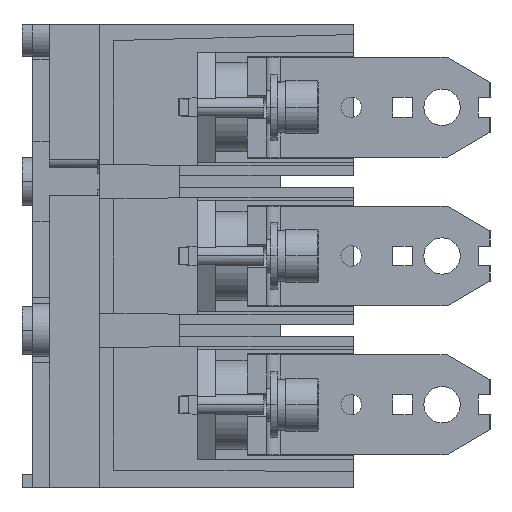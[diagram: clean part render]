
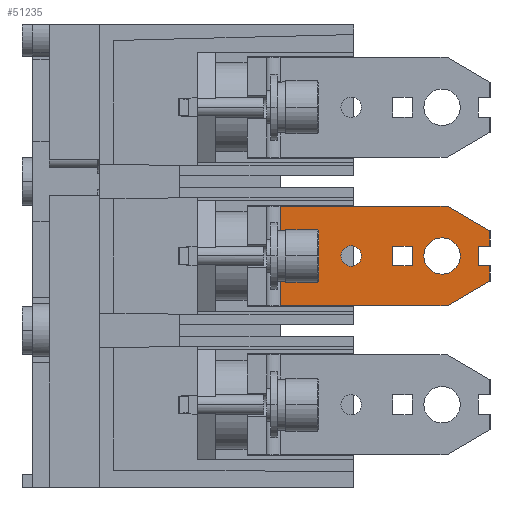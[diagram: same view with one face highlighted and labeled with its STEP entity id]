
A CAD part, left-side view. The second image highlights one B-rep face of the part: STEP entity #51235.
In plain terms, the highlighted planar face has unit normal (-1, 0, 0).
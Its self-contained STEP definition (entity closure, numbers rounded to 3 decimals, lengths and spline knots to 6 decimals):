
#50374=DIRECTION('',(0.,-1.,0.));
#50375=VECTOR('',#50374,0.006);
#50376=CARTESIAN_POINT('',(-0.077401,-0.0118,0.012882));
#50377=LINE('',#50376,#50375);
#50390=DIRECTION('',(0.,0.,1.));
#50391=VECTOR('',#50390,0.006);
#50392=CARTESIAN_POINT('',(-0.077401,-0.0178,0.012882));
#50393=LINE('',#50392,#50391);
#50402=DIRECTION('',(0.,1.,0.));
#50403=VECTOR('',#50402,0.006);
#50404=CARTESIAN_POINT('',(-0.077401,-0.0178,0.018882));
#50405=LINE('',#50404,#50403);
#50410=DIRECTION('',(0.,0.,-1.));
#50411=VECTOR('',#50410,0.006);
#50412=CARTESIAN_POINT('',(-0.077401,-0.0118,0.018882));
#50413=LINE('',#50412,#50411);
#50418=CARTESIAN_POINT('',(-0.077401,0.0007,
0.015882));
#50419=DIRECTION('',(1.,0.,0.));
#50420=DIRECTION('',(0.,-1.,0.));
#50421=AXIS2_PLACEMENT_3D('',#50418,#50419,#50420);
#50423=CARTESIAN_POINT('',(-0.077401,0.0007,
0.015882));
#50424=DIRECTION('',(1.,0.,0.));
#50425=DIRECTION('',(0.,1.,0.));
#50426=AXIS2_PLACEMENT_3D('',#50423,#50424,#50425);
#50428=CARTESIAN_POINT('',(-0.077401,-0.0268,0.015882));
#50429=DIRECTION('',(1.,0.,0.));
#50430=DIRECTION('',(0.,-1.,0.));
#50431=AXIS2_PLACEMENT_3D('',#50428,#50429,#50430);
#50433=CARTESIAN_POINT('',(-0.077401,-0.0268,0.015882));
#50434=DIRECTION('',(1.,0.,0.));
#50435=DIRECTION('',(0.,1.,0.));
#50436=AXIS2_PLACEMENT_3D('',#50433,#50434,#50435);
#50438=CARTESIAN_POINT('',(-0.077401,0.0162,0.015882));
#50439=DIRECTION('',(1.,0.,0.));
#50440=DIRECTION('',(0.,-1.,0.));
#50441=AXIS2_PLACEMENT_3D('',#50438,#50439,#50440);
#50443=CARTESIAN_POINT('',(-0.077401,0.0162,0.015882));
#50444=DIRECTION('',(1.,0.,0.));
#50445=DIRECTION('',(0.,1.,0.));
#50446=AXIS2_PLACEMENT_3D('',#50443,#50444,#50445);
#50448=DIRECTION('',(0.,-0.866,0.5));
#50449=VECTOR('',#50448,0.015008);
#50450=CARTESIAN_POINT('',(-0.077401,-0.0283,0.000782));
#50451=LINE('',#50450,#50449);
#50452=DIRECTION('',(0.,-1.,0.));
#50453=VECTOR('',#50452,0.0505);
#50454=CARTESIAN_POINT('',(-0.077401,0.0222,0.000782));
#50455=LINE('',#50454,#50453);
#50456=DIRECTION('',(0.,1.,0.));
#50457=VECTOR('',#50456,0.0505);
#50458=CARTESIAN_POINT('',(-0.077401,-0.0283,0.030982));
#50459=LINE('',#50458,#50457);
#50460=DIRECTION('',(0.,0.866,0.5));
#50461=VECTOR('',#50460,0.015008);
#50462=CARTESIAN_POINT('',(-0.077401,-0.0413,0.023482));
#50463=LINE('',#50462,#50461);
#50464=DIRECTION('',(0.,0.,1.));
#50465=VECTOR('',#50464,0.0046);
#50466=CARTESIAN_POINT('',(-0.077401,-0.0413,0.018882));
#50467=LINE('',#50466,#50465);
#50468=DIRECTION('',(0.,-1.,0.));
#50469=VECTOR('',#50468,0.0035);
#50470=CARTESIAN_POINT('',(-0.077401,-0.0378,0.018882));
#50471=LINE('',#50470,#50469);
#50472=DIRECTION('',(0.,0.,1.));
#50473=VECTOR('',#50472,0.006);
#50474=CARTESIAN_POINT('',(-0.077401,-0.0378,0.012882));
#50475=LINE('',#50474,#50473);
#50508=DIRECTION('',(0.,0.,-1.));
#50509=VECTOR('',#50508,0.0046);
#50510=CARTESIAN_POINT('',(-0.077401,-0.0413,0.012882));
#50511=LINE('',#50510,#50509);
#50516=DIRECTION('',(0.,-1.,0.));
#50517=VECTOR('',#50516,0.0035);
#50518=CARTESIAN_POINT('',(-0.077401,-0.0378,0.012882));
#50519=LINE('',#50518,#50517);
#50564=DIRECTION('',(0.,0.,1.));
#50565=VECTOR('',#50564,0.0302);
#50566=CARTESIAN_POINT('',(-0.077401,0.0222,0.000782));
#50567=LINE('',#50566,#50565);
#50632=CARTESIAN_POINT('',(-0.077401,0.0222,0.000782));
#50633=VERTEX_POINT('',#50632);
#50634=CARTESIAN_POINT('',(-0.077401,-0.0283,0.000782));
#50635=VERTEX_POINT('',#50634);
#50640=CARTESIAN_POINT('',(-0.077401,0.0222,0.030982));
#50641=VERTEX_POINT('',#50640);
#50646=CARTESIAN_POINT('',(-0.077401,-0.0283,0.030982));
#50647=VERTEX_POINT('',#50646);
#50680=CARTESIAN_POINT('',(-0.077401,-0.0413,0.023482));
#50681=VERTEX_POINT('',#50680);
#50682=CARTESIAN_POINT('',(-0.077401,-0.0413,0.018882));
#50683=VERTEX_POINT('',#50682);
#50684=CARTESIAN_POINT('',(-0.077401,-0.0378,0.018882));
#50685=VERTEX_POINT('',#50684);
#50686=CARTESIAN_POINT('',(-0.077401,-0.0378,0.012882));
#50687=VERTEX_POINT('',#50686);
#50688=CARTESIAN_POINT('',(-0.077401,-0.0413,0.008282));
#50689=VERTEX_POINT('',#50688);
#50690=CARTESIAN_POINT('',(-0.077401,-0.0413,0.012882));
#50691=VERTEX_POINT('',#50690);
#50692=CARTESIAN_POINT('',(-0.077401,0.0212,0.015882));
#50693=CARTESIAN_POINT('',(-0.077401,0.0112,0.015882));
#50694=VERTEX_POINT('',#50692);
#50695=VERTEX_POINT('',#50693);
#50696=CARTESIAN_POINT('',(-0.077401,-0.0213,0.015882));
#50697=CARTESIAN_POINT('',(-0.077401,-0.0323,0.015882));
#50698=VERTEX_POINT('',#50696);
#50699=VERTEX_POINT('',#50697);
#50700=CARTESIAN_POINT('',(-0.077401,0.0038,0.015882));
#50701=CARTESIAN_POINT('',(-0.077401,-0.0024,0.015882));
#50702=VERTEX_POINT('',#50700);
#50703=VERTEX_POINT('',#50701);
#50704=CARTESIAN_POINT('',(-0.077401,-0.0118,0.018882));
#50705=CARTESIAN_POINT('',(-0.077401,-0.0118,0.012882));
#50706=VERTEX_POINT('',#50704);
#50707=VERTEX_POINT('',#50705);
#50708=CARTESIAN_POINT('',(-0.077401,-0.0178,0.012882));
#50709=VERTEX_POINT('',#50708);
#50710=CARTESIAN_POINT('',(-0.077401,-0.0178,0.018882));
#50711=VERTEX_POINT('',#50710);
#51186=CARTESIAN_POINT('',(-0.077401,0.01813,
0.030982));
#51187=DIRECTION('',(-1.,0.,0.));
#51188=DIRECTION('',(0.,1.,0.));
#51189=AXIS2_PLACEMENT_3D('',#51186,#51187,#51188);
#51190=PLANE('',#51189);
#51192=ORIENTED_EDGE('',*,*,#51191,.T.);
#51194=ORIENTED_EDGE('',*,*,#51193,.F.);
#51195=ORIENTED_EDGE('',*,*,#50977,.F.);
#51197=ORIENTED_EDGE('',*,*,#51196,.T.);
#51198=ORIENTED_EDGE('',*,*,#51024,.F.);
#51200=ORIENTED_EDGE('',*,*,#51199,.F.);
#51202=ORIENTED_EDGE('',*,*,#51201,.F.);
#51204=ORIENTED_EDGE('',*,*,#51203,.F.);
#51206=ORIENTED_EDGE('',*,*,#51205,.F.);
#51208=ORIENTED_EDGE('',*,*,#51207,.T.);
#51209=EDGE_LOOP('',(#51192,#51194,#51195,#51197,#51198,#51200,#51202,#51204,
#51206,#51208));
#51210=FACE_OUTER_BOUND('',#51209,.F.);
#51212=ORIENTED_EDGE('',*,*,#51211,.F.);
#51214=ORIENTED_EDGE('',*,*,#51213,.F.);
#51215=EDGE_LOOP('',(#51212,#51214));
#51216=FACE_BOUND('',#51215,.F.);
#51218=ORIENTED_EDGE('',*,*,#51217,.F.);
#51220=ORIENTED_EDGE('',*,*,#51219,.F.);
#51221=EDGE_LOOP('',(#51218,#51220));
#51222=FACE_BOUND('',#51221,.F.);
#51224=ORIENTED_EDGE('',*,*,#51223,.F.);
#51226=ORIENTED_EDGE('',*,*,#51225,.F.);
#51227=EDGE_LOOP('',(#51224,#51226));
#51228=FACE_BOUND('',#51227,.F.);
#51229=ORIENTED_EDGE('',*,*,#51152,.T.);
#51230=ORIENTED_EDGE('',*,*,#51172,.T.);
#51231=ORIENTED_EDGE('',*,*,#51109,.T.);
#51232=ORIENTED_EDGE('',*,*,#51131,.T.);
#51233=EDGE_LOOP('',(#51229,#51230,#51231,#51232));
#51234=FACE_BOUND('',#51233,.F.);
#51235=ADVANCED_FACE('',(#51210,#51216,#51222,#51228,#51234),#51190,.T.);
#50422=CIRCLE('',#50421,0.0031);
#50427=CIRCLE('',#50426,0.0031);
#50432=CIRCLE('',#50431,0.0055);
#50437=CIRCLE('',#50436,0.0055);
#50442=CIRCLE('',#50441,0.005);
#50447=CIRCLE('',#50446,0.005);
#50977=EDGE_CURVE('',#50633,#50635,#50455,.T.);
#51024=EDGE_CURVE('',#50647,#50641,#50459,.T.);
#51109=EDGE_CURVE('',#50707,#50709,#50377,.T.);
#51131=EDGE_CURVE('',#50709,#50711,#50393,.T.);
#51152=EDGE_CURVE('',#50711,#50706,#50405,.T.);
#51172=EDGE_CURVE('',#50706,#50707,#50413,.T.);
#51191=EDGE_CURVE('',#50691,#50689,#50511,.T.);
#51193=EDGE_CURVE('',#50635,#50689,#50451,.T.);
#51196=EDGE_CURVE('',#50633,#50641,#50567,.T.);
#51199=EDGE_CURVE('',#50681,#50647,#50463,.T.);
#51201=EDGE_CURVE('',#50683,#50681,#50467,.T.);
#51203=EDGE_CURVE('',#50685,#50683,#50471,.T.);
#51205=EDGE_CURVE('',#50687,#50685,#50475,.T.);
#51207=EDGE_CURVE('',#50687,#50691,#50519,.T.);
#51211=EDGE_CURVE('',#50703,#50702,#50422,.T.);
#51213=EDGE_CURVE('',#50702,#50703,#50427,.T.);
#51217=EDGE_CURVE('',#50699,#50698,#50432,.T.);
#51219=EDGE_CURVE('',#50698,#50699,#50437,.T.);
#51223=EDGE_CURVE('',#50695,#50694,#50442,.T.);
#51225=EDGE_CURVE('',#50694,#50695,#50447,.T.);
